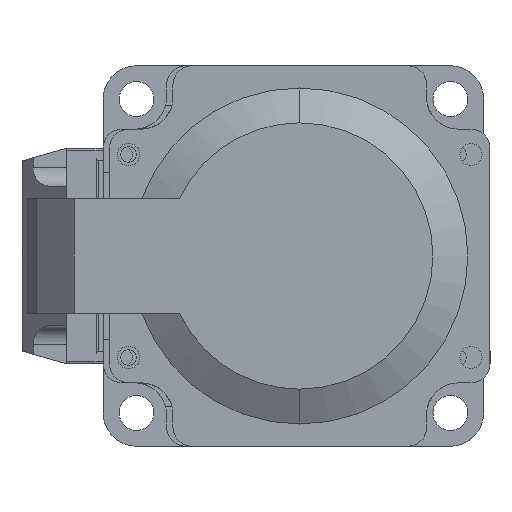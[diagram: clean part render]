
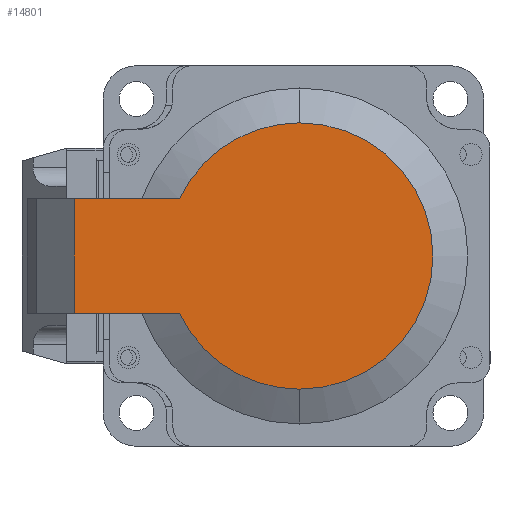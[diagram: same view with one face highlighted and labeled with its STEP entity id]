
A CAD part, front view. The second image highlights one B-rep face of the part: STEP entity #14801.
In plain terms, the highlighted planar face has unit normal (0, -1, 0).
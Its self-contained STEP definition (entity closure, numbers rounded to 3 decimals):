
#174 = CARTESIAN_POINT ( 'NONE',  ( -34.583, -105., -9. ) ) ;
#998 = LINE ( 'NONE', #12131, #7400 ) ;
#1539 = DIRECTION ( 'NONE',  ( 0., 0., 1. ) ) ;
#1646 = CARTESIAN_POINT ( 'NONE',  ( 1., -105., 0. ) ) ;
#1965 = CARTESIAN_POINT ( 'NONE',  ( 1., -105., 0. ) ) ;
#2051 = VERTEX_POINT ( 'NONE', #8766 ) ;
#3056 = LINE ( 'NONE', #13180, #4915 ) ;
#3606 = DIRECTION ( 'NONE',  ( 0., -1., 0. ) ) ;
#3617 = EDGE_CURVE ( 'NONE', #2051, #10532, #998, .T. ) ;
#3645 = DIRECTION ( 'NONE',  ( 0., -1., 0. ) ) ;
#4459 = EDGE_CURVE ( 'NONE', #15078, #12000, #7727, .T. ) ;
#4733 = DIRECTION ( 'NONE',  ( 0., 0., -1. ) ) ;
#4915 = VECTOR ( 'NONE', #1539, 1000. ) ;
#5178 = DIRECTION ( 'NONE',  ( -1., 0., 0. ) ) ;
#5648 = PLANE ( 'NONE',  #12636 ) ;
#5794 = DIRECTION ( 'NONE',  ( -1., 0., 0. ) ) ;
#5959 = VERTEX_POINT ( 'NONE', #12177 ) ;
#5967 = AXIS2_PLACEMENT_3D ( 'NONE', #1965, #6779, #13697 ) ;
#6123 = EDGE_CURVE ( 'NONE', #10532, #5959, #3056, .T. ) ;
#6475 = ORIENTED_EDGE ( 'NONE', *, *, #12295, .T. ) ;
#6623 = ORIENTED_EDGE ( 'NONE', *, *, #3617, .F. ) ;
#6779 = DIRECTION ( 'NONE',  ( 0., -1., 0. ) ) ;
#6829 = AXIS2_PLACEMENT_3D ( 'NONE', #9624, #3645, #11834 ) ;
#7400 = VECTOR ( 'NONE', #5178, 1000. ) ;
#7591 = DIRECTION ( 'NONE',  ( 0., 0., -1. ) ) ;
#7635 = CARTESIAN_POINT ( 'NONE',  ( -17.974, -105., 9. ) ) ;
#7678 = EDGE_CURVE ( 'NONE', #12000, #8448, #11250, .T. ) ;
#7727 = CIRCLE ( 'NONE', #6829, 21. ) ;
#7740 = AXIS2_PLACEMENT_3D ( 'NONE', #1646, #9865, #7591 ) ;
#7786 = EDGE_CURVE ( 'NONE', #2051, #15078, #12703, .T. ) ;
#8448 = VERTEX_POINT ( 'NONE', #7635 ) ;
#8766 = CARTESIAN_POINT ( 'NONE',  ( -17.974, -105., -9. ) ) ;
#9342 = CARTESIAN_POINT ( 'NONE',  ( -34.583, -105., 9. ) ) ;
#9575 = CARTESIAN_POINT ( 'NONE',  ( 1., -105., 21. ) ) ;
#9624 = CARTESIAN_POINT ( 'NONE',  ( 1., -105., 0. ) ) ;
#9865 = DIRECTION ( 'NONE',  ( 0., -1., 0. ) ) ;
#10362 = LINE ( 'NONE', #9342, #11280 ) ;
#10532 = VERTEX_POINT ( 'NONE', #174 ) ;
#11250 = CIRCLE ( 'NONE', #7740, 21. ) ;
#11280 = VECTOR ( 'NONE', #5794, 1000. ) ;
#11505 = FACE_OUTER_BOUND ( 'NONE', #11721, .T. ) ;
#11551 = CARTESIAN_POINT ( 'NONE',  ( 1., -105., -21. ) ) ;
#11721 = EDGE_LOOP ( 'NONE', ( #6623, #14588, #13729, #13122, #6475, #13164 ) ) ;
#11834 = DIRECTION ( 'NONE',  ( 0., 0., -1. ) ) ;
#12000 = VERTEX_POINT ( 'NONE', #9575 ) ;
#12131 = CARTESIAN_POINT ( 'NONE',  ( -34.583, -105., -9. ) ) ;
#12177 = CARTESIAN_POINT ( 'NONE',  ( -34.583, -105., 9. ) ) ;
#12295 = EDGE_CURVE ( 'NONE', #8448, #5959, #10362, .T. ) ;
#12636 = AXIS2_PLACEMENT_3D ( 'NONE', #11551, #3606, #4733 ) ;
#12703 = CIRCLE ( 'NONE', #5967, 21. ) ;
#13122 = ORIENTED_EDGE ( 'NONE', *, *, #7678, .T. ) ;
#13164 = ORIENTED_EDGE ( 'NONE', *, *, #6123, .F. ) ;
#13180 = CARTESIAN_POINT ( 'NONE',  ( -34.583, -105., -9. ) ) ;
#13697 = DIRECTION ( 'NONE',  ( 0., 0., -1. ) ) ;
#13729 = ORIENTED_EDGE ( 'NONE', *, *, #4459, .T. ) ;
#14402 = CARTESIAN_POINT ( 'NONE',  ( 1., -105., -21. ) ) ;
#14588 = ORIENTED_EDGE ( 'NONE', *, *, #7786, .T. ) ;
#14801 = ADVANCED_FACE ( 'NONE', ( #11505 ), #5648, .T. ) ;
#15078 = VERTEX_POINT ( 'NONE', #14402 ) ;
